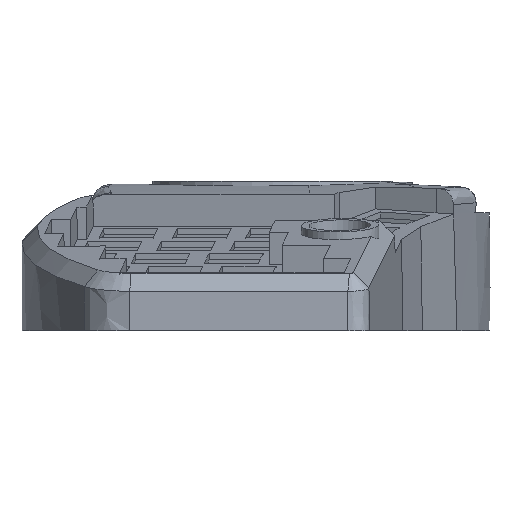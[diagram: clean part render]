
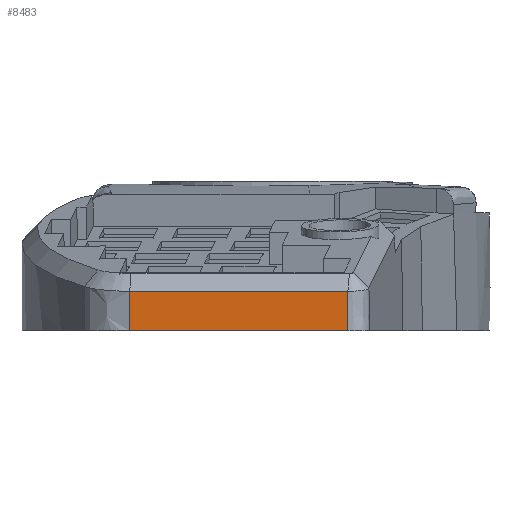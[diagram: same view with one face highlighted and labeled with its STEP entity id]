
A CAD part, left-side view. The second image highlights one B-rep face of the part: STEP entity #8483.
In plain terms, the highlighted planar face has unit normal (-0.996, 0.087, 0).
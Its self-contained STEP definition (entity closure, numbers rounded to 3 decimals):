
#484=PLANE('',#9036);
#899=FACE_OUTER_BOUND('',#1408,.T.);
#1408=EDGE_LOOP('',(#7293,#7294,#7295,#7296));
#1744=LINE('',#12354,#2735);
#2239=LINE('',#14055,#3230);
#2240=LINE('',#14058,#3231);
#2241=LINE('',#14059,#3232);
#2735=VECTOR('',#9529,10.);
#3230=VECTOR('',#10596,10.);
#3231=VECTOR('',#10599,10.);
#3232=VECTOR('',#10600,10.15);
#3866=VERTEX_POINT('',#12344);
#3867=VERTEX_POINT('',#12353);
#4289=VERTEX_POINT('',#14053);
#4290=VERTEX_POINT('',#14057);
#4724=EDGE_CURVE('',#3867,#3866,#1744,.T.);
#5347=EDGE_CURVE('',#4289,#3867,#2239,.T.);
#5348=EDGE_CURVE('',#4289,#4290,#2240,.T.);
#5349=EDGE_CURVE('',#4290,#3866,#2241,.T.);
#7293=ORIENTED_EDGE('',*,*,#5348,.F.);
#7294=ORIENTED_EDGE('',*,*,#5347,.T.);
#7295=ORIENTED_EDGE('',*,*,#4724,.T.);
#7296=ORIENTED_EDGE('',*,*,#5349,.F.);
#8483=ADVANCED_FACE('',(#899),#484,.F.);
#9036=AXIS2_PLACEMENT_3D('',#14056,#10597,#10598);
#9529=DIRECTION('',(-0.087,-0.996,0.));
#10596=DIRECTION('',(0.,0.,-1.));
#10597=DIRECTION('center_axis',(0.996,-0.087,0.));
#10598=DIRECTION('ref_axis',(0.,0.,-1.));
#10599=DIRECTION('',(-0.087,-0.996,0.));
#10600=DIRECTION('',(0.,0.,-1.));
#12344=CARTESIAN_POINT('',(-188.224,-30.437,0.));
#12353=CARTESIAN_POINT('',(-183.292,25.888,0.));
#12354=CARTESIAN_POINT('',(-183.292,25.888,0.));
#14053=CARTESIAN_POINT('',(-183.292,25.888,10.15));
#14055=CARTESIAN_POINT('',(-183.292,25.888,10.15));
#14056=CARTESIAN_POINT('Origin',(-183.292,25.888,10.15));
#14057=CARTESIAN_POINT('',(-188.224,-30.437,10.15));
#14058=CARTESIAN_POINT('',(-184.122,16.404,10.15));
#14059=CARTESIAN_POINT('',(-188.224,-30.437,10.15));
